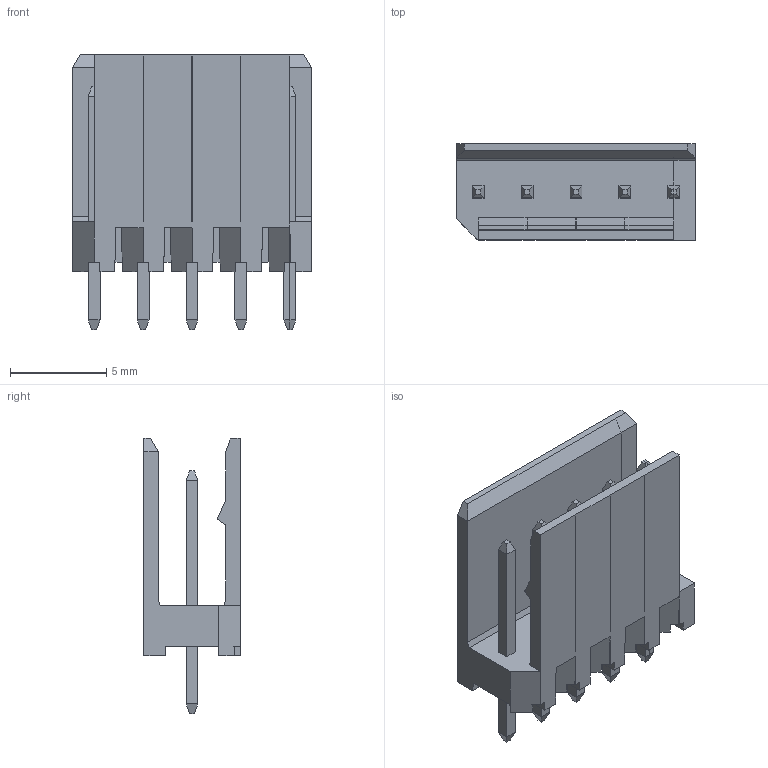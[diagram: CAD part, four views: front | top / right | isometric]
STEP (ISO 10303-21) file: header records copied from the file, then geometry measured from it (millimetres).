
FILE_DESCRIPTION(/* description */ ('Unknown'),/* implementation_level */ '2;1');
FILE_NAME(/* name */ 'J_Wurth_WR-WTB_66100511622',/* time_stamp */ '2025-05-22T09:40:20+08:00',/* author */ ('Unknown'),/* organization */ ('Unknown'),/* preprocessor_version */ 'ST-DEVELOPER v19.4',/* originating_system */ 'Solid Edge',/* authorisation */ 'Unknown');
FILE_SCHEMA (('AUTOMOTIVE_DESIGN {1 0 10303 214 3 1 1}'));
Length unit declared in the file: millimetre
Products named in the file (2): J_Wurth_WR-WTB_66100511622
Assembly tree (1 placements, depth 2):
  J_Wurth_WR-WTB_66100511622
    J_Wurth_WR-WTB_66100511622
Bounding box: 12.4 x 5 x 14.3 mm (x, y, z)
Volume: 290.3 mm3; surface area: 908.4 mm2
Topology: 1 solids, 1 shells, 278 faces, 800 edges, 519 vertices
Faces by surface type: plane 274, cylinder 4
Entity records: 10891 total; most frequent: ORIENTED_EDGE 1600, CARTESIAN_POINT 1599, DIRECTION 1368, EDGE_CURVE 800, LINE 792, VECTOR 792, VERTEX_POINT 519, EDGE_LOOP 289
